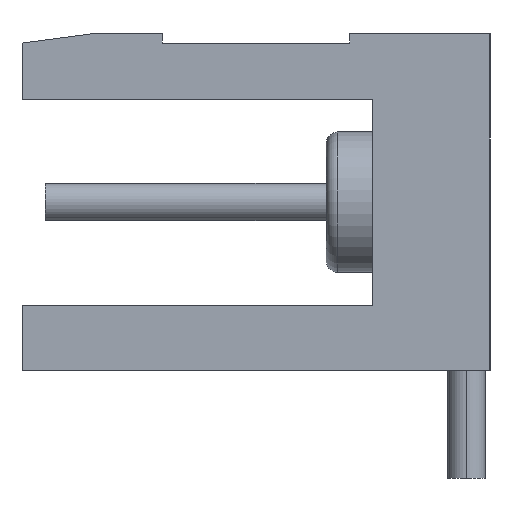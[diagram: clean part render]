
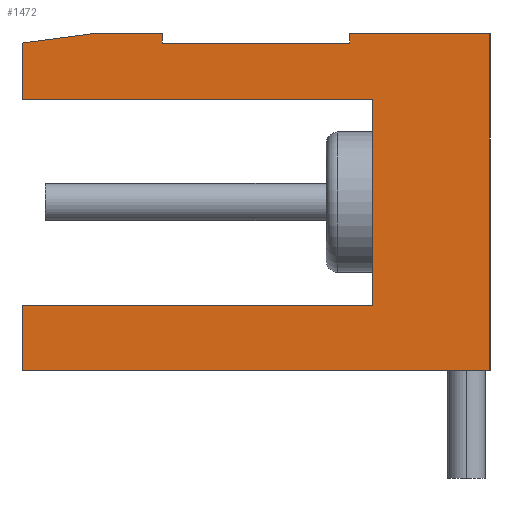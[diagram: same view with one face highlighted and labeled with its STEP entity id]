
A CAD part, left-side view. The second image highlights one B-rep face of the part: STEP entity #1472.
In plain terms, the highlighted planar face has unit normal (-1, 0, 0).
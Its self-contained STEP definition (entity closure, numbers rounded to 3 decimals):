
#55 = VECTOR ( 'NONE', #413, 1000. ) ;
#412 = CARTESIAN_POINT ( 'NONE',  ( 0., 2.5, 3.5 ) ) ;
#413 = DIRECTION ( 'NONE',  ( 0., 0., 1. ) ) ;
#562 = CARTESIAN_POINT ( 'NONE',  ( 0., 0., 7.2 ) ) ;
#563 = DIRECTION ( 'NONE',  ( 0., 0., -1. ) ) ;
#612 = CARTESIAN_POINT ( 'NONE',  ( 0., 2.5, 1.4 ) ) ;
#613 = DIRECTION ( 'NONE',  ( 0., 1., 0. ) ) ;
#618 = CARTESIAN_POINT ( 'NONE',  ( 0., 10., 7.2 ) ) ;
#619 = DIRECTION ( 'NONE',  ( 0., 0., -1. ) ) ;
#639 = CARTESIAN_POINT ( 'NONE',  ( 0., 10., 7.2 ) ) ;
#640 = DIRECTION ( 'NONE',  ( 0., -1., 0. ) ) ;
#643 = CARTESIAN_POINT ( 'NONE',  ( 0., 10., 0. ) ) ;
#644 = DIRECTION ( 'NONE',  ( 0., -1., 0. ) ) ;
#758 = CARTESIAN_POINT ( 'NONE',  ( 0., 0., 0. ) ) ;
#759 = CARTESIAN_POINT ( 'NONE',  ( 0., 7., 7.2 ) ) ;
#760 = CARTESIAN_POINT ( 'NONE',  ( 0., 8.5, 7.2 ) ) ;
#761 = CARTESIAN_POINT ( 'NONE',  ( 0., 10., 7. ) ) ;
#762 = CARTESIAN_POINT ( 'NONE',  ( 0., 10., 5.8 ) ) ;
#765 = CARTESIAN_POINT ( 'NONE',  ( 0., 3., 7. ) ) ;
#790 = CARTESIAN_POINT ( 'NONE',  ( 0., 7., 7. ) ) ;
#1152 = VECTOR ( 'NONE', #563, 1000. ) ;
#1173 = VECTOR ( 'NONE', #613, 1000. ) ;
#1178 = VECTOR ( 'NONE', #619, 1000. ) ;
#1190 = VECTOR ( 'NONE', #640, 1000. ) ;
#1193 = VECTOR ( 'NONE', #644, 1000. ) ;
#1270 = ORIENTED_EDGE ( 'NONE', *, *, #1503, .F. ) ;
#1271 = ORIENTED_EDGE ( 'NONE', *, *, #1786, .T. ) ;
#1272 = ORIENTED_EDGE ( 'NONE', *, *, #1773, .T. ) ;
#1273 = ORIENTED_EDGE ( 'NONE', *, *, #1776, .T. ) ;
#1274 = ORIENTED_EDGE ( 'NONE', *, *, #1784, .F. ) ;
#1275 = ORIENTED_EDGE ( 'NONE', *, *, #1625, .F. ) ;
#1300 = VERTEX_POINT ( 'NONE', #3001 ) ;
#1303 = VERTEX_POINT ( 'NONE', #3009 ) ;
#1315 = VERTEX_POINT ( 'NONE', #2997 ) ;
#1350 = EDGE_CURVE ( 'NONE', #1315, #3456, #3545, .T. ) ;
#1351 = EDGE_CURVE ( 'NONE', #3456, #3495, #3546, .T. ) ;
#1352 = EDGE_CURVE ( 'NONE', #3495, #3448, #3547, .T. ) ;
#1353 = EDGE_CURVE ( 'NONE', #3449, #3448, #3548, .T. ) ;
#1354 = EDGE_CURVE ( 'NONE', #3449, #3450, #3549, .T. ) ;
#1355 = EDGE_CURVE ( 'NONE', #3450, #3451, #3550, .T. ) ;
#1356 = EDGE_CURVE ( 'NONE', #3825, #3451, #3551, .T. ) ;
#1472 = ADVANCED_FACE ( 'NONE', ( #2120 ), #2637, .F. ) ;
#1503 = EDGE_CURVE ( 'NONE', #3827, #3825, #2154, .T. ) ;
#1625 = EDGE_CURVE ( 'NONE', #1300, #3447, #2292, .T. ) ;
#1678 = CARTESIAN_POINT ( 'NONE',  ( 0., 10., 1.4 ) ) ;
#1693 = CARTESIAN_POINT ( 'NONE',  ( 0., 2.5, 5.8 ) ) ;
#1695 = CARTESIAN_POINT ( 'NONE',  ( 0., 2.5, 1.4 ) ) ;
#1773 = EDGE_CURVE ( 'NONE', #3827, #3810, #2313, .T. ) ;
#1776 = EDGE_CURVE ( 'NONE', #3810, #1303, #2316, .T. ) ;
#1784 = EDGE_CURVE ( 'NONE', #1315, #1300, #2319, .T. ) ;
#1786 = EDGE_CURVE ( 'NONE', #1303, #3447, #2321, .T. ) ;
#1919 = EDGE_LOOP ( 'NONE', ( #1270, #1272, #1273, #1271, #1275, #1274, #3482, #3484, #3483, #3485, #3486, #3487, #3488 ) ) ;
#2120 = FACE_OUTER_BOUND ( 'NONE', #1919, .T. ) ;
#2154 = LINE ( 'NONE', #412, #55 ) ;
#2292 = LINE ( 'NONE', #562, #1152 ) ;
#2313 = LINE ( 'NONE', #612, #1173 ) ;
#2316 = LINE ( 'NONE', #618, #1178 ) ;
#2319 = LINE ( 'NONE', #639, #1190 ) ;
#2321 = LINE ( 'NONE', #643, #1193 ) ;
#2637 = PLANE ( 'NONE',  #3360 ) ;
#2641 = DIRECTION ( 'NONE',  ( 1., 0., 0. ) ) ;
#2665 = CARTESIAN_POINT ( 'NONE',  ( 0., 10., 7.2 ) ) ;
#2666 = DIRECTION ( 'NONE',  ( 0., 1., 0. ) ) ;
#2869 = CARTESIAN_POINT ( 'NONE',  ( 0., 10., 7. ) ) ;
#2870 = DIRECTION ( 'NONE',  ( 0., 0.991, -0.132 ) ) ;
#2871 = DIRECTION ( 'NONE',  ( 0., 1., 0. ) ) ;
#2872 = CARTESIAN_POINT ( 'NONE',  ( 0., 2.5, 5.8 ) ) ;
#2873 = DIRECTION ( 'NONE',  ( 0., 0., -1. ) ) ;
#2874 = CARTESIAN_POINT ( 'NONE',  ( 0., 10., 7.2 ) ) ;
#2875 = CARTESIAN_POINT ( 'NONE',  ( 0., 3., 7. ) ) ;
#2876 = DIRECTION ( 'NONE',  ( 0., 1., 0. ) ) ;
#2877 = DIRECTION ( 'NONE',  ( 0., -1., 0. ) ) ;
#2878 = CARTESIAN_POINT ( 'NONE',  ( 0., 10., 7.2 ) ) ;
#2879 = DIRECTION ( 'NONE',  ( 0., 0., 1. ) ) ;
#2880 = CARTESIAN_POINT ( 'NONE',  ( 0., 7., 7. ) ) ;
#2882 = DIRECTION ( 'NONE',  ( 0., 0., -1. ) ) ;
#2883 = CARTESIAN_POINT ( 'NONE',  ( 0., 3., 8.177 ) ) ;
#2997 = CARTESIAN_POINT ( 'NONE',  ( 0., 3., 7.2 ) ) ;
#3001 = CARTESIAN_POINT ( 'NONE',  ( 0., 0., 7.2 ) ) ;
#3009 = CARTESIAN_POINT ( 'NONE',  ( 0., 10., 0. ) ) ;
#3360 = AXIS2_PLACEMENT_3D ( 'NONE', #2665, #2641, #2666 ) ;
#3447 = VERTEX_POINT ( 'NONE', #758 ) ;
#3448 = VERTEX_POINT ( 'NONE', #759 ) ;
#3449 = VERTEX_POINT ( 'NONE', #760 ) ;
#3450 = VERTEX_POINT ( 'NONE', #761 ) ;
#3451 = VERTEX_POINT ( 'NONE', #762 ) ;
#3456 = VERTEX_POINT ( 'NONE', #765 ) ;
#3482 = ORIENTED_EDGE ( 'NONE', *, *, #1350, .T. ) ;
#3483 = ORIENTED_EDGE ( 'NONE', *, *, #1352, .T. ) ;
#3484 = ORIENTED_EDGE ( 'NONE', *, *, #1351, .T. ) ;
#3485 = ORIENTED_EDGE ( 'NONE', *, *, #1353, .F. ) ;
#3486 = ORIENTED_EDGE ( 'NONE', *, *, #1354, .T. ) ;
#3487 = ORIENTED_EDGE ( 'NONE', *, *, #1355, .T. ) ;
#3488 = ORIENTED_EDGE ( 'NONE', *, *, #1356, .F. ) ;
#3495 = VERTEX_POINT ( 'NONE', #790 ) ;
#3545 = LINE ( 'NONE', #2883, #3973 ) ;
#3546 = LINE ( 'NONE', #2875, #3975 ) ;
#3547 = LINE ( 'NONE', #2880, #3971 ) ;
#3548 = LINE ( 'NONE', #2878, #3979 ) ;
#3549 = LINE ( 'NONE', #2869, #3965 ) ;
#3550 = LINE ( 'NONE', #2874, #3955 ) ;
#3551 = LINE ( 'NONE', #2872, #3953 ) ;
#3810 = VERTEX_POINT ( 'NONE', #1678 ) ;
#3825 = VERTEX_POINT ( 'NONE', #1693 ) ;
#3827 = VERTEX_POINT ( 'NONE', #1695 ) ;
#3953 = VECTOR ( 'NONE', #2871, 1000. ) ;
#3955 = VECTOR ( 'NONE', #2873, 1000. ) ;
#3965 = VECTOR ( 'NONE', #2870, 1000. ) ;
#3971 = VECTOR ( 'NONE', #2879, 1000. ) ;
#3973 = VECTOR ( 'NONE', #2882, 1000. ) ;
#3975 = VECTOR ( 'NONE', #2876, 1000. ) ;
#3979 = VECTOR ( 'NONE', #2877, 1000. ) ;
